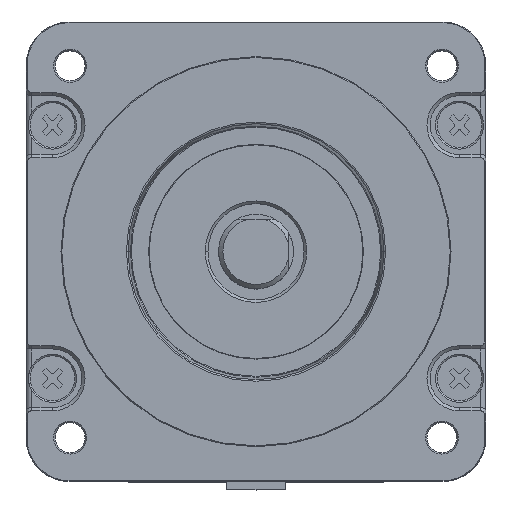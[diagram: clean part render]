
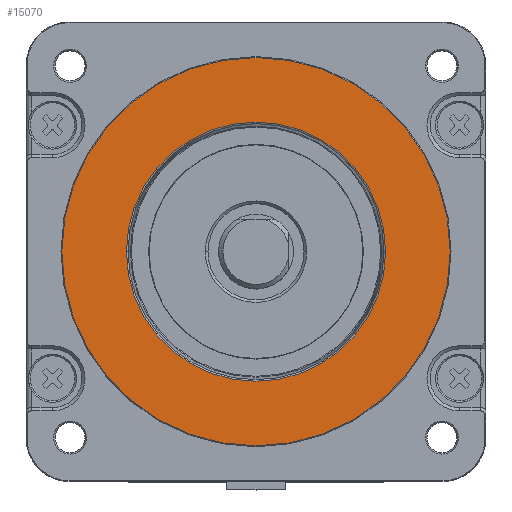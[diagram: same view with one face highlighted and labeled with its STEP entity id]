
A CAD part, top view. The second image highlights one B-rep face of the part: STEP entity #15070.
In plain terms, the highlighted planar face has unit normal (0, 0, 1).
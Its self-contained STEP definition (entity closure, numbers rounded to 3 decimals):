
#14010=CARTESIAN_POINT('',(-24.254,0.,
1.5));
#14020=VERTEX_POINT('',#14010);
#14120=CARTESIAN_POINT('',(24.254,0.,
1.5));
#14130=VERTEX_POINT('',#14120);
#14160=CARTESIAN_POINT('',(0.,0.,1.5
));
#14170=DIRECTION('',(0.,0.,1.));
#14180=DIRECTION('',(1.,0.,-0.));
#14190=AXIS2_PLACEMENT_3D('',#14160,#14170,#14180);
#14200=CIRCLE('',#14190,24.254);
#14210=EDGE_CURVE('',#14020,#14130,#14200,.T.);
#14820=CARTESIAN_POINT('',(-36.786,36.786,1.5));
#14830=DIRECTION('',(0.,0.,-1.));
#14840=DIRECTION('',(-1.,0.,-0.));
#14850=AXIS2_PLACEMENT_3D('',#14820,#14830,#14840);
#14860=PLANE('',#14850);
#14870=CARTESIAN_POINT('',(0.,0.,1.5
));
#14880=DIRECTION('',(0.,0.,-1.));
#14890=DIRECTION('',(-1.,0.,-0.));
#14900=AXIS2_PLACEMENT_3D('',#14870,#14880,#14890);
#14910=CIRCLE('',#14900,36.35);
#14920=CARTESIAN_POINT('',(-36.35,0.,1.5)
);
#14930=VERTEX_POINT('',#14920);
#14940=CARTESIAN_POINT('',(36.35,0.,1.5));
#14950=VERTEX_POINT('',#14940);
#14960=EDGE_CURVE('',#14930,#14950,#14910,.T.);
#14970=ORIENTED_EDGE('',*,*,#14960,.F.);
#14980=EDGE_CURVE('',#14950,#14930,#14910,.T.);
#14990=ORIENTED_EDGE('',*,*,#14980,.F.);
#15000=EDGE_LOOP('',(#14990,#14970));
#15010=FACE_OUTER_BOUND('',#15000,.T.);
#15020=EDGE_CURVE('',#14130,#14020,#14200,.T.);
#15030=ORIENTED_EDGE('',*,*,#15020,.F.);
#15040=ORIENTED_EDGE('',*,*,#14210,.F.);
#15050=EDGE_LOOP('',(#15040,#15030));
#15060=FACE_BOUND('',#15050,.T.);
#15070=ADVANCED_FACE('',(#15010,#15060),#14860,.F.);
